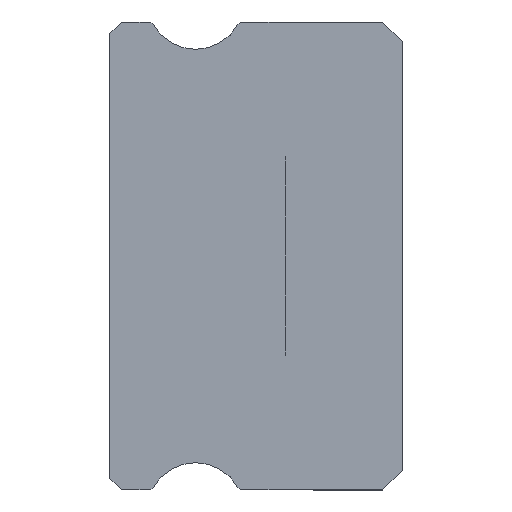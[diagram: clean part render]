
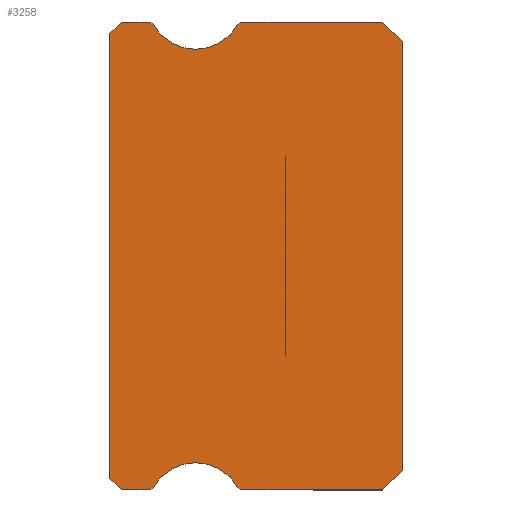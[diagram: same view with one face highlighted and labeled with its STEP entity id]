
A CAD part, left-side view. The second image highlights one B-rep face of the part: STEP entity #3258.
In plain terms, the highlighted planar face has unit normal (-1, 0, 0).
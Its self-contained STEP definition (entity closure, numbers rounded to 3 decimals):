
#17 = EDGE_CURVE ( 'NONE', #1029, #3403, #768, .T. ) ;
#56 = CIRCLE ( 'NONE', #3966, 0.15 ) ;
#57 = CARTESIAN_POINT ( 'NONE',  ( -5., 4.088, 6. ) ) ;
#91 = ORIENTED_EDGE ( 'NONE', *, *, #3321, .T. ) ;
#110 = CIRCLE ( 'NONE', #2960, 1.25 ) ;
#210 = CARTESIAN_POINT ( 'NONE',  ( -5., 6.512, 6. ) ) ;
#225 = CARTESIAN_POINT ( 'NONE',  ( -5., 7.2, -6. ) ) ;
#263 = CARTESIAN_POINT ( 'NONE',  ( -5., 7.5, 5.7 ) ) ;
#297 = DIRECTION ( 'NONE',  ( 1., 0., 0. ) ) ;
#307 = EDGE_CURVE ( 'NONE', #4736, #4783, #2821, .T. ) ;
#382 = AXIS2_PLACEMENT_3D ( 'NONE', #5862, #1088, #2955 ) ;
#446 = FACE_OUTER_BOUND ( 'NONE', #2783, .T. ) ;
#478 = CARTESIAN_POINT ( 'NONE',  ( -5., 0., -5.5 ) ) ;
#516 = DIRECTION ( 'NONE',  ( 0., 0., -1. ) ) ;
#550 = CARTESIAN_POINT ( 'NONE',  ( -5., 0., 5.5 ) ) ;
#555 = ORIENTED_EDGE ( 'NONE', *, *, #2994, .F. ) ;
#622 = ORIENTED_EDGE ( 'NONE', *, *, #2575, .F. ) ;
#658 = CARTESIAN_POINT ( 'NONE',  ( -5., 6.512, -6. ) ) ;
#697 = DIRECTION ( 'NONE',  ( 0., -0.707, -0.707 ) ) ;
#715 = EDGE_CURVE ( 'NONE', #4613, #1002, #5066, .T. ) ;
#768 = CIRCLE ( 'NONE', #4358, 0.15 ) ;
#771 = AXIS2_PLACEMENT_3D ( 'NONE', #5581, #2362, #1899 ) ;
#789 = ORIENTED_EDGE ( 'NONE', *, *, #4750, .F. ) ;
#805 = DIRECTION ( 'NONE',  ( 1., 0., 0. ) ) ;
#876 = CARTESIAN_POINT ( 'NONE',  ( -5., 7.2, 6. ) ) ;
#949 = ORIENTED_EDGE ( 'NONE', *, *, #715, .F. ) ;
#997 = VERTEX_POINT ( 'NONE', #2170 ) ;
#1002 = VERTEX_POINT ( 'NONE', #3082 ) ;
#1029 = VERTEX_POINT ( 'NONE', #2100 ) ;
#1088 = DIRECTION ( 'NONE',  ( -1., 0., 0. ) ) ;
#1135 = CARTESIAN_POINT ( 'NONE',  ( -5., 0., -5.5 ) ) ;
#1169 = CARTESIAN_POINT ( 'NONE',  ( -5., 6.512, 5.85 ) ) ;
#1239 = PLANE ( 'NONE',  #3898 ) ;
#1252 = DIRECTION ( 'NONE',  ( 0., 0., 1. ) ) ;
#1256 = CARTESIAN_POINT ( 'NONE',  ( -5., 4.088, 5.85 ) ) ;
#1350 = CARTESIAN_POINT ( 'NONE',  ( -5., 5.3, 6.55 ) ) ;
#1469 = AXIS2_PLACEMENT_3D ( 'NONE', #2858, #1932, #6011 ) ;
#1477 = DIRECTION ( 'NONE',  ( 0., 0., 1. ) ) ;
#1512 = VERTEX_POINT ( 'NONE', #658 ) ;
#1524 = LINE ( 'NONE', #2485, #4880 ) ;
#1664 = DIRECTION ( 'NONE',  ( 1., 0., 0. ) ) ;
#1702 = CARTESIAN_POINT ( 'NONE',  ( -5., 0.5, -6. ) ) ;
#1705 = VECTOR ( 'NONE', #3982, 1000. ) ;
#1771 = ORIENTED_EDGE ( 'NONE', *, *, #5857, .T. ) ;
#1810 = CARTESIAN_POINT ( 'NONE',  ( -5., 6.383, -5.925 ) ) ;
#1899 = DIRECTION ( 'NONE',  ( 0., 0., -1. ) ) ;
#1932 = DIRECTION ( 'NONE',  ( 1., 0., 0. ) ) ;
#2028 = DIRECTION ( 'NONE',  ( 0., -1., 0. ) ) ;
#2097 = CARTESIAN_POINT ( 'NONE',  ( -5., 7.2, -6. ) ) ;
#2100 = CARTESIAN_POINT ( 'NONE',  ( -5., 6.512, 6. ) ) ;
#2125 = LINE ( 'NONE', #2097, #1705 ) ;
#2161 = CIRCLE ( 'NONE', #1469, 0.15 ) ;
#2170 = CARTESIAN_POINT ( 'NONE',  ( -5., 7.2, 6. ) ) ;
#2240 = LINE ( 'NONE', #5027, #5394 ) ;
#2274 = LINE ( 'NONE', #478, #3015 ) ;
#2362 = DIRECTION ( 'NONE',  ( -1., 0., 0. ) ) ;
#2485 = CARTESIAN_POINT ( 'NONE',  ( -5., 6.512, -6. ) ) ;
#2564 = CARTESIAN_POINT ( 'NONE',  ( -5., 0.5, 6. ) ) ;
#2575 = EDGE_CURVE ( 'NONE', #4038, #5116, #5903, .T. ) ;
#2663 = DIRECTION ( 'NONE',  ( 0., 0., -1. ) ) ;
#2664 = DIRECTION ( 'NONE',  ( 0., 0., -1. ) ) ;
#2739 = DIRECTION ( 'NONE',  ( 0., 1., 0. ) ) ;
#2769 = VECTOR ( 'NONE', #5028, 1000. ) ;
#2783 = EDGE_LOOP ( 'NONE', ( #4249, #789, #1771, #91, #4292, #555, #2806, #3283, #2974, #3564, #622, #4315, #3547, #949, #4778, #5099, #4741 ) ) ;
#2806 = ORIENTED_EDGE ( 'NONE', *, *, #307, .F. ) ;
#2821 = CIRCLE ( 'NONE', #4368, 0.15 ) ;
#2858 = CARTESIAN_POINT ( 'NONE',  ( -5., 6.512, -5.85 ) ) ;
#2955 = DIRECTION ( 'NONE',  ( 0., 0., -1. ) ) ;
#2960 = AXIS2_PLACEMENT_3D ( 'NONE', #1350, #5088, #3243 ) ;
#2974 = ORIENTED_EDGE ( 'NONE', *, *, #4346, .F. ) ;
#2994 = EDGE_CURVE ( 'NONE', #4783, #4634, #5483, .T. ) ;
#3015 = VECTOR ( 'NONE', #4229, 1000. ) ;
#3030 = LINE ( 'NONE', #3595, #3787 ) ;
#3082 = CARTESIAN_POINT ( 'NONE',  ( -5., 4.217, 5.925 ) ) ;
#3095 = DIRECTION ( 'NONE',  ( 1., 0., 0. ) ) ;
#3190 = VERTEX_POINT ( 'NONE', #1702 ) ;
#3243 = DIRECTION ( 'NONE',  ( 0., 0., -1. ) ) ;
#3258 = ADVANCED_FACE ( 'NONE', ( #446 ), #1239, .F. ) ;
#3283 = ORIENTED_EDGE ( 'NONE', *, *, #5910, .F. ) ;
#3321 = EDGE_CURVE ( 'NONE', #3439, #1512, #1524, .T. ) ;
#3403 = VERTEX_POINT ( 'NONE', #5414 ) ;
#3415 = VECTOR ( 'NONE', #2739, 1000. ) ;
#3416 = DIRECTION ( 'NONE',  ( 0., -1., 0. ) ) ;
#3439 = VERTEX_POINT ( 'NONE', #225 ) ;
#3481 = LINE ( 'NONE', #210, #5371 ) ;
#3547 = ORIENTED_EDGE ( 'NONE', *, *, #4240, .F. ) ;
#3564 = ORIENTED_EDGE ( 'NONE', *, *, #5327, .T. ) ;
#3595 = CARTESIAN_POINT ( 'NONE',  ( -5., 7.5, 5.85 ) ) ;
#3613 = CARTESIAN_POINT ( 'NONE',  ( -5., 0., 5.5 ) ) ;
#3726 = LINE ( 'NONE', #550, #3802 ) ;
#3787 = VECTOR ( 'NONE', #1252, 1000. ) ;
#3802 = VECTOR ( 'NONE', #1477, 1000. ) ;
#3898 = AXIS2_PLACEMENT_3D ( 'NONE', #6064, #3095, #516 ) ;
#3966 = AXIS2_PLACEMENT_3D ( 'NONE', #1256, #805, #2664 ) ;
#3982 = DIRECTION ( 'NONE',  ( 0., -0.707, -0.707 ) ) ;
#4038 = VERTEX_POINT ( 'NONE', #6046 ) ;
#4116 = CARTESIAN_POINT ( 'NONE',  ( -5., 4.217, -5.925 ) ) ;
#4229 = DIRECTION ( 'NONE',  ( 0., 0.707, -0.707 ) ) ;
#4240 = EDGE_CURVE ( 'NONE', #1002, #4924, #56, .T. ) ;
#4249 = ORIENTED_EDGE ( 'NONE', *, *, #5551, .T. ) ;
#4292 = ORIENTED_EDGE ( 'NONE', *, *, #5311, .F. ) ;
#4315 = ORIENTED_EDGE ( 'NONE', *, *, #5025, .F. ) ;
#4346 = EDGE_CURVE ( 'NONE', #4948, #3190, #2274, .T. ) ;
#4358 = AXIS2_PLACEMENT_3D ( 'NONE', #1169, #1664, #5855 ) ;
#4368 = AXIS2_PLACEMENT_3D ( 'NONE', #4491, #297, #2663 ) ;
#4491 = CARTESIAN_POINT ( 'NONE',  ( -5., 4.088, -5.85 ) ) ;
#4498 = LINE ( 'NONE', #263, #2769 ) ;
#4532 = CARTESIAN_POINT ( 'NONE',  ( -5., 7.5, 5.7 ) ) ;
#4613 = VERTEX_POINT ( 'NONE', #4900 ) ;
#4633 = VERTEX_POINT ( 'NONE', #4674 ) ;
#4634 = VERTEX_POINT ( 'NONE', #1810 ) ;
#4674 = CARTESIAN_POINT ( 'NONE',  ( -5., 7.5, -5.7 ) ) ;
#4736 = VERTEX_POINT ( 'NONE', #5937 ) ;
#4741 = ORIENTED_EDGE ( 'NONE', *, *, #5197, .T. ) ;
#4750 = EDGE_CURVE ( 'NONE', #4633, #5087, #3030, .T. ) ;
#4778 = ORIENTED_EDGE ( 'NONE', *, *, #5911, .F. ) ;
#4783 = VERTEX_POINT ( 'NONE', #4116 ) ;
#4880 = VECTOR ( 'NONE', #3416, 1000. ) ;
#4900 = CARTESIAN_POINT ( 'NONE',  ( -5., 5.3, 5.3 ) ) ;
#4924 = VERTEX_POINT ( 'NONE', #57 ) ;
#4948 = VERTEX_POINT ( 'NONE', #1135 ) ;
#5025 = EDGE_CURVE ( 'NONE', #4924, #4038, #3481, .T. ) ;
#5027 = CARTESIAN_POINT ( 'NONE',  ( -5., 6.512, -6. ) ) ;
#5028 = DIRECTION ( 'NONE',  ( 0., 0.707, -0.707 ) ) ;
#5066 = CIRCLE ( 'NONE', #771, 1.25 ) ;
#5087 = VERTEX_POINT ( 'NONE', #4532 ) ;
#5088 = DIRECTION ( 'NONE',  ( -1., 0., 0. ) ) ;
#5099 = ORIENTED_EDGE ( 'NONE', *, *, #17, .F. ) ;
#5116 = VERTEX_POINT ( 'NONE', #3613 ) ;
#5197 = EDGE_CURVE ( 'NONE', #1029, #997, #5988, .T. ) ;
#5311 = EDGE_CURVE ( 'NONE', #4634, #1512, #2161, .T. ) ;
#5327 = EDGE_CURVE ( 'NONE', #4948, #5116, #3726, .T. ) ;
#5371 = VECTOR ( 'NONE', #2028, 1000. ) ;
#5394 = VECTOR ( 'NONE', #5584, 1000. ) ;
#5414 = CARTESIAN_POINT ( 'NONE',  ( -5., 6.383, 5.925 ) ) ;
#5483 = CIRCLE ( 'NONE', #382, 1.25 ) ;
#5551 = EDGE_CURVE ( 'NONE', #997, #5087, #4498, .T. ) ;
#5559 = VECTOR ( 'NONE', #697, 1000. ) ;
#5581 = CARTESIAN_POINT ( 'NONE',  ( -5., 5.3, 6.55 ) ) ;
#5584 = DIRECTION ( 'NONE',  ( 0., 1., 0. ) ) ;
#5855 = DIRECTION ( 'NONE',  ( 0., 0., -1. ) ) ;
#5857 = EDGE_CURVE ( 'NONE', #4633, #3439, #2125, .T. ) ;
#5862 = CARTESIAN_POINT ( 'NONE',  ( -5., 5.3, -6.55 ) ) ;
#5903 = LINE ( 'NONE', #2564, #5559 ) ;
#5910 = EDGE_CURVE ( 'NONE', #3190, #4736, #2240, .T. ) ;
#5911 = EDGE_CURVE ( 'NONE', #3403, #4613, #110, .T. ) ;
#5937 = CARTESIAN_POINT ( 'NONE',  ( -5., 4.088, -6. ) ) ;
#5988 = LINE ( 'NONE', #876, #3415 ) ;
#6011 = DIRECTION ( 'NONE',  ( 0., 0., -1. ) ) ;
#6046 = CARTESIAN_POINT ( 'NONE',  ( -5., 0.5, 6. ) ) ;
#6064 = CARTESIAN_POINT ( 'NONE',  ( -5., 6.512, 5.85 ) ) ;
